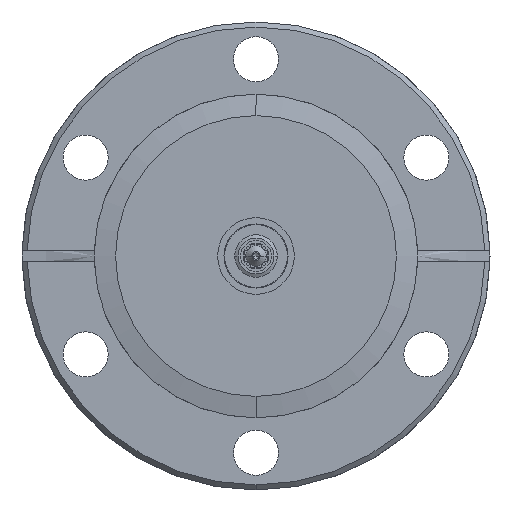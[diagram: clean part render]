
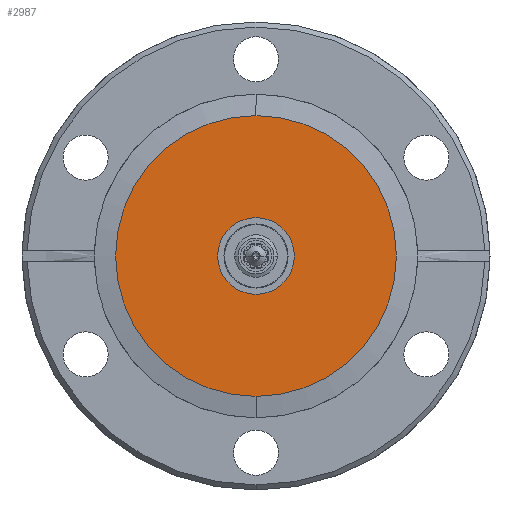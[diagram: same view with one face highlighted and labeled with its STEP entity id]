
A CAD part, front view. The second image highlights one B-rep face of the part: STEP entity #2987.
In plain terms, the highlighted planar face has unit normal (0, -1, 0).
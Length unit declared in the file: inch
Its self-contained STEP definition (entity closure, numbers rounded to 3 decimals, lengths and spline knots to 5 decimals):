
#93 = CIRCLE ( 'NONE', #1418, 0.225 ) ;
#193 = CIRCLE ( 'NONE', #1400, 0.825 ) ;
#404 = FACE_OUTER_BOUND ( 'NONE', #1555, .T. ) ;
#415 = FACE_BOUND ( 'NONE', #1559, .T. ) ;
#723 = EDGE_CURVE ( 'NONE', #860, #2483, #93, .T. ) ;
#809 = EDGE_CURVE ( 'NONE', #992, #995, #193, .T. ) ;
#860 = VERTEX_POINT ( 'NONE', #4818 ) ;
#992 = VERTEX_POINT ( 'NONE', #1235 ) ;
#995 = VERTEX_POINT ( 'NONE', #1237 ) ;
#1235 = CARTESIAN_POINT ( 'NONE',  ( 0., 0., 0.825 ) ) ;
#1237 = CARTESIAN_POINT ( 'NONE',  ( 0., 0., -0.825 ) ) ;
#1400 = AXIS2_PLACEMENT_3D ( 'NONE', #6817, #6818, #6819 ) ;
#1418 = AXIS2_PLACEMENT_3D ( 'NONE', #2894, #2886, #2885 ) ;
#1555 = EDGE_LOOP ( 'NONE', ( #2731, #6930 ) ) ;
#1559 = EDGE_LOOP ( 'NONE', ( #2740, #3566 ) ) ;
#2266 = EDGE_CURVE ( 'NONE', #995, #992, #4383, .T. ) ;
#2483 = VERTEX_POINT ( 'NONE', #3886 ) ;
#2731 = ORIENTED_EDGE ( 'NONE', *, *, #809, .T. ) ;
#2740 = ORIENTED_EDGE ( 'NONE', *, *, #6556, .T. ) ;
#2885 = DIRECTION ( 'NONE',  ( 0., 0., -1. ) ) ;
#2886 = DIRECTION ( 'NONE',  ( 0., 1., 0. ) ) ;
#2894 = CARTESIAN_POINT ( 'NONE',  ( 0., 0., 0. ) ) ;
#2987 = ADVANCED_FACE ( 'NONE', ( #404, #415 ), #5876, .T. ) ;
#3566 = ORIENTED_EDGE ( 'NONE', *, *, #723, .T. ) ;
#3810 = AXIS2_PLACEMENT_3D ( 'NONE', #5875, #5881, #5882 ) ;
#3886 = CARTESIAN_POINT ( 'NONE',  ( 0., 0., -0.225 ) ) ;
#4187 = CIRCLE ( 'NONE', #4688, 0.225 ) ;
#4383 = CIRCLE ( 'NONE', #6027, 0.825 ) ;
#4688 = AXIS2_PLACEMENT_3D ( 'NONE', #6277, #6278, #6279 ) ;
#4818 = CARTESIAN_POINT ( 'NONE',  ( 0., 0., 0.225 ) ) ;
#5875 = CARTESIAN_POINT ( 'NONE',  ( 0.825, 0., 0. ) ) ;
#5876 = PLANE ( 'NONE',  #3810 ) ;
#5881 = DIRECTION ( 'NONE',  ( 0., -1., 0. ) ) ;
#5882 = DIRECTION ( 'NONE',  ( 0., 0., 1. ) ) ;
#6027 = AXIS2_PLACEMENT_3D ( 'NONE', #6407, #6408, #6409 ) ;
#6277 = CARTESIAN_POINT ( 'NONE',  ( 0., 0., 0. ) ) ;
#6278 = DIRECTION ( 'NONE',  ( 0., 1., 0. ) ) ;
#6279 = DIRECTION ( 'NONE',  ( 0., 0., -1. ) ) ;
#6407 = CARTESIAN_POINT ( 'NONE',  ( 0., 0., 0. ) ) ;
#6408 = DIRECTION ( 'NONE',  ( 0., -1., 0. ) ) ;
#6409 = DIRECTION ( 'NONE',  ( 0., 0., 1. ) ) ;
#6556 = EDGE_CURVE ( 'NONE', #2483, #860, #4187, .T. ) ;
#6817 = CARTESIAN_POINT ( 'NONE',  ( 0., 0., 0. ) ) ;
#6818 = DIRECTION ( 'NONE',  ( 0., -1., 0. ) ) ;
#6819 = DIRECTION ( 'NONE',  ( 0., 0., 1. ) ) ;
#6930 = ORIENTED_EDGE ( 'NONE', *, *, #2266, .T. ) ;
